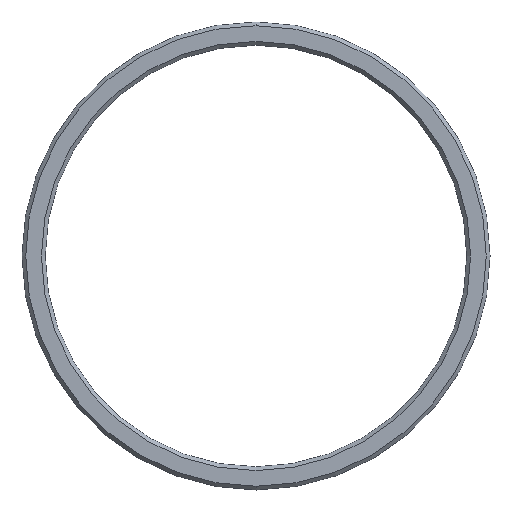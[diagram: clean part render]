
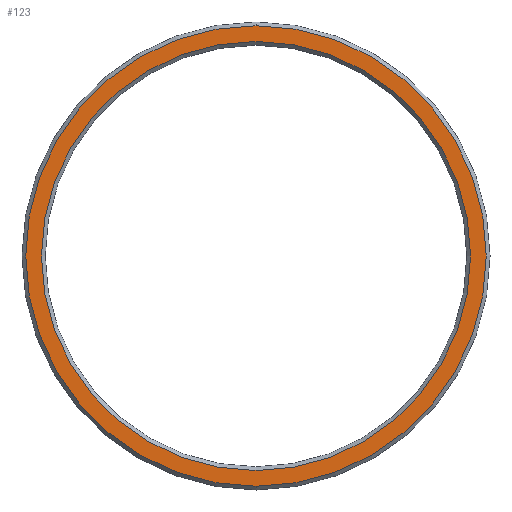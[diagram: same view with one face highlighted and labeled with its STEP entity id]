
A CAD part, front view. The second image highlights one B-rep face of the part: STEP entity #123.
In plain terms, the highlighted planar face has unit normal (0, -1, 0).
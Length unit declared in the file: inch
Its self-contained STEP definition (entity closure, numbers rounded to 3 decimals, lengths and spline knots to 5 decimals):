
#5 = VERTEX_POINT ( 'NONE', #173 ) ;
#6 = EDGE_CURVE ( 'NONE', #207, #5, #13, .T. ) ;
#13 = CIRCLE ( 'NONE', #272, 0.615 ) ;
#14 = CARTESIAN_POINT ( 'NONE',  ( 0., 0., 0. ) ) ;
#29 = AXIS2_PLACEMENT_3D ( 'NONE', #270, #241, #364 ) ;
#33 = EDGE_CURVE ( 'NONE', #227, #387, #129, .T. ) ;
#42 = AXIS2_PLACEMENT_3D ( 'NONE', #308, #318, #403 ) ;
#48 = EDGE_CURVE ( 'NONE', #5, #207, #157, .T. ) ;
#49 = FACE_OUTER_BOUND ( 'NONE', #197, .T. ) ;
#51 = ORIENTED_EDGE ( 'NONE', *, *, #6, .T. ) ;
#109 = DIRECTION ( 'NONE',  ( 0., 0., -1. ) ) ;
#123 = ADVANCED_FACE ( 'NONE', ( #367, #49 ), #175, .T. ) ;
#129 = CIRCLE ( 'NONE', #357, 0.573 ) ;
#146 = DIRECTION ( 'NONE',  ( 0., 0., -1. ) ) ;
#157 = CIRCLE ( 'NONE', #322, 0.615 ) ;
#162 = CARTESIAN_POINT ( 'NONE',  ( 0., 0., -0.573 ) ) ;
#165 = ORIENTED_EDGE ( 'NONE', *, *, #48, .T. ) ;
#166 = EDGE_CURVE ( 'NONE', #387, #227, #223, .T. ) ;
#173 = CARTESIAN_POINT ( 'NONE',  ( 0., 0., 0.615 ) ) ;
#175 = PLANE ( 'NONE',  #29 ) ;
#177 = CARTESIAN_POINT ( 'NONE',  ( 0., 0., 0. ) ) ;
#197 = EDGE_LOOP ( 'NONE', ( #165, #51 ) ) ;
#205 = DIRECTION ( 'NONE',  ( 0., -1., 0. ) ) ;
#207 = VERTEX_POINT ( 'NONE', #220 ) ;
#209 = DIRECTION ( 'NONE',  ( 0., 0., -1. ) ) ;
#220 = CARTESIAN_POINT ( 'NONE',  ( 0., 0., -0.615 ) ) ;
#223 = CIRCLE ( 'NONE', #42, 0.573 ) ;
#227 = VERTEX_POINT ( 'NONE', #162 ) ;
#241 = DIRECTION ( 'NONE',  ( 0., -1., 0. ) ) ;
#269 = ORIENTED_EDGE ( 'NONE', *, *, #166, .T. ) ;
#270 = CARTESIAN_POINT ( 'NONE',  ( 0., 0., 0. ) ) ;
#272 = AXIS2_PLACEMENT_3D ( 'NONE', #14, #395, #209 ) ;
#300 = EDGE_LOOP ( 'NONE', ( #341, #269 ) ) ;
#301 = CARTESIAN_POINT ( 'NONE',  ( 0., 0., 0.573 ) ) ;
#308 = CARTESIAN_POINT ( 'NONE',  ( 0., 0., 0. ) ) ;
#318 = DIRECTION ( 'NONE',  ( 0., 1., 0. ) ) ;
#322 = AXIS2_PLACEMENT_3D ( 'NONE', #177, #205, #146 ) ;
#341 = ORIENTED_EDGE ( 'NONE', *, *, #33, .T. ) ;
#357 = AXIS2_PLACEMENT_3D ( 'NONE', #389, #390, #109 ) ;
#364 = DIRECTION ( 'NONE',  ( 0., 0., -1. ) ) ;
#367 = FACE_BOUND ( 'NONE', #300, .T. ) ;
#387 = VERTEX_POINT ( 'NONE', #301 ) ;
#389 = CARTESIAN_POINT ( 'NONE',  ( 0., 0., 0. ) ) ;
#390 = DIRECTION ( 'NONE',  ( 0., 1., 0. ) ) ;
#395 = DIRECTION ( 'NONE',  ( 0., -1., 0. ) ) ;
#403 = DIRECTION ( 'NONE',  ( 0., 0., -1. ) ) ;
